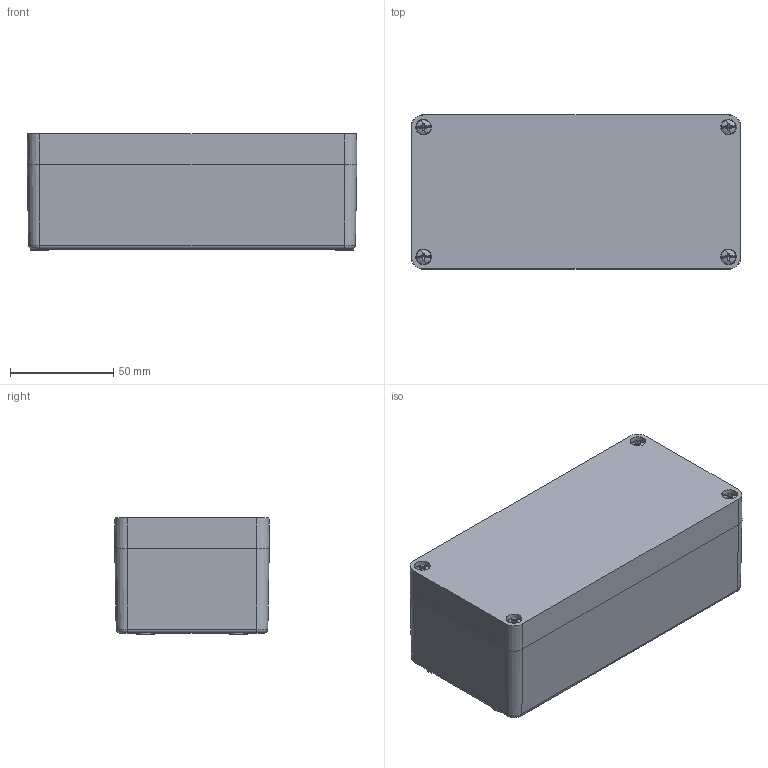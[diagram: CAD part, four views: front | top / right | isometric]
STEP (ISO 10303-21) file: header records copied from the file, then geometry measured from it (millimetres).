
FILE_DESCRIPTION(('CATIA V5R24 STEP','CAx-IF Rec.Pracs.--- Model Styling and Organization---1.2---2011-12-15'),'2;1');
FILE_NAME ('010903-5_1', '2018-04-24T08:44:04+00:00', ('Weidmueller Interface'), ('Weidmueller'), 'CATIA Version 5-6 Release 2014 SP4 HF52', 'CATIA V5 STEP AP214', 'none');
FILE_SCHEMA(('AUTOMOTIVE_DESIGN { 1 0 10303 214 1 1 1 1 }'));
Length unit declared in the file: millimetre
Products named in the file (1): KLIPPON_POK_081606
Bounding box: 160 x 75 x 56.5 mm (x, y, z)
Volume: 217484 mm3; surface area: 107357.1 mm2
Topology: 7 solids, 7 shells, 598 faces, 1418 edges, 834 vertices
Faces by surface type: plane 226, cone 180, cylinder 116, torus 52, sphere 24
Entity records: 16766 total; most frequent: CARTESIAN_POINT 4129, ORIENTED_EDGE 2772, DIRECTION 2152, EDGE_CURVE 1386, AXIS2_PLACEMENT_3D 1083, VERTEX_POINT 834, EDGE_LOOP 648, ADVANCED_FACE 598
